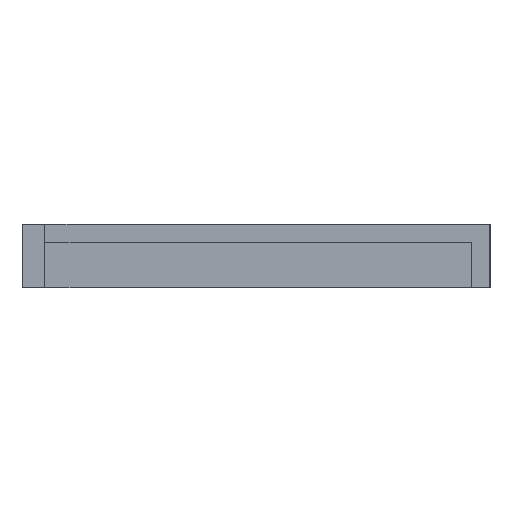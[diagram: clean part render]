
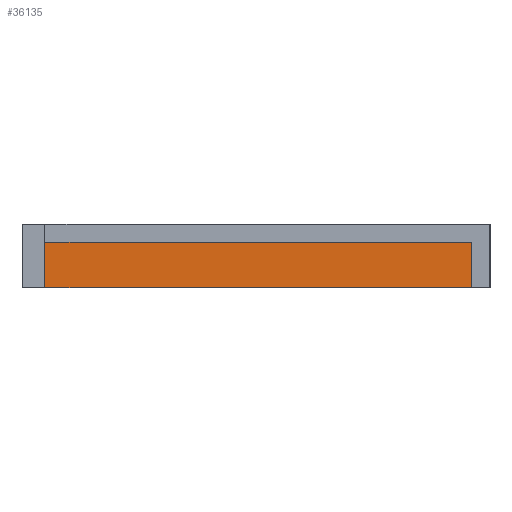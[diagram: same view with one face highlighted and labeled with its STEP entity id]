
A CAD part, left-side view. The second image highlights one B-rep face of the part: STEP entity #36135.
In plain terms, the highlighted planar face has unit normal (-1, 0, 0).
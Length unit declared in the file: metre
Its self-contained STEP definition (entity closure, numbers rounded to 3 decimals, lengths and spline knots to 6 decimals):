
#9594=ORIENTED_EDGE('',*,*,#15321,.T.);
#9595=ORIENTED_EDGE('',*,*,#15323,.F.);
#9596=ORIENTED_EDGE('',*,*,#10712,.F.);
#9597=ORIENTED_EDGE('',*,*,#10749,.T.);
#10712=EDGE_CURVE('',#15868,#15865,#19284,.T.);
#10749=EDGE_CURVE('',#15868,#15904,#19292,.T.);
#15321=EDGE_CURVE('',#15904,#18952,#23864,.T.);
#15323=EDGE_CURVE('',#15865,#18952,#23866,.T.);
#15865=VERTEX_POINT('',#46818);
#15868=VERTEX_POINT('',#46823);
#15904=VERTEX_POINT('',#46953);
#18952=VERTEX_POINT('',#56097);
#19284=LINE('',#46824,#24306);
#19292=LINE('',#46955,#24314);
#23864=LINE('',#56098,#28886);
#23866=LINE('',#56102,#28888);
#24306=VECTOR('',#38209,1.);
#24314=VECTOR('',#38221,1.);
#28886=VECTOR('',#45841,1.);
#28888=VECTOR('',#45847,1.);
#30869=EDGE_LOOP('',(#9594,#9595,#9596,#9597));
#32740=FACE_BOUND('',#30869,.T.);
#34473=PLANE('',#37899);
#36135=ADVANCED_FACE('',(#32740),#34473,.F.);
#37899=AXIS2_PLACEMENT_3D('',#56103,#45848,#45849);
#38209=DIRECTION('',(0.,-1.,0.));
#38221=DIRECTION('',(0.,0.,-1.));
#45841=DIRECTION('',(0.,-1.,0.));
#45847=DIRECTION('',(0.,0.,-1.));
#45848=DIRECTION('',(1.,0.,0.));
#45849=DIRECTION('',(0.,0.,-1.));
#46818=CARTESIAN_POINT('',(-0.174451,-0.047631,0.01));
#46823=CARTESIAN_POINT('',(-0.174451,0.046625,0.01));
#46824=CARTESIAN_POINT('',(-0.174451,-0.000503,0.01));
#46953=CARTESIAN_POINT('',(-0.174451,0.046625,0.));
#46955=CARTESIAN_POINT('',(-0.174451,0.046625,0.01));
#56097=CARTESIAN_POINT('',(-0.174451,-0.047631,0.));
#56098=CARTESIAN_POINT('',(-0.174451,-0.000503,0.));
#56102=CARTESIAN_POINT('',(-0.174451,-0.047631,0.01));
#56103=CARTESIAN_POINT('',(-0.174451,-0.000503,0.01));
